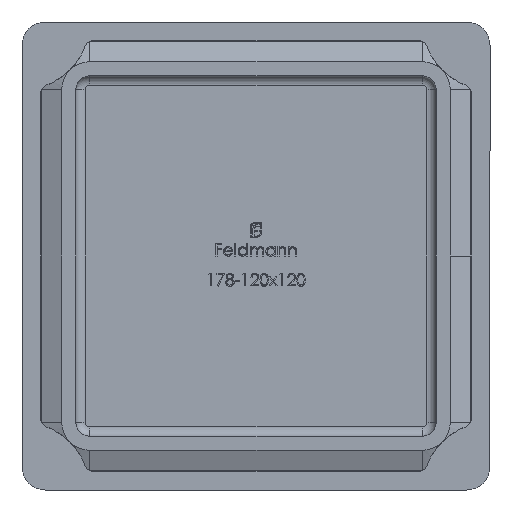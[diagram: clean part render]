
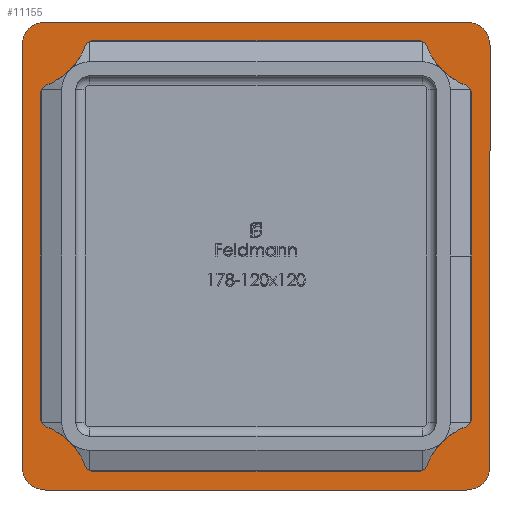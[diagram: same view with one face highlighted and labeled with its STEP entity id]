
A CAD part, front view. The second image highlights one B-rep face of the part: STEP entity #11155.
In plain terms, the highlighted planar face has unit normal (0, -1, 0).
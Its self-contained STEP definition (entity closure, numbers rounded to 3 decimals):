
#92 = DIRECTION ( 'NONE',  ( -1., 0., 0. ) ) ;
#214 = LINE ( 'NONE', #11460, #7575 ) ;
#403 = ORIENTED_EDGE ( 'NONE', *, *, #16182, .F. ) ;
#443 = CARTESIAN_POINT ( 'NONE',  ( -22.5, 0., 25. ) ) ;
#465 = CARTESIAN_POINT ( 'NONE',  ( -22.5, 0., -22.5 ) ) ;
#481 = ORIENTED_EDGE ( 'NONE', *, *, #17086, .F. ) ;
#505 = ORIENTED_EDGE ( 'NONE', *, *, #15675, .F. ) ;
#584 = DIRECTION ( 'NONE',  ( 0., -1., 0. ) ) ;
#650 = DIRECTION ( 'NONE',  ( 0., 0., 1. ) ) ;
#692 = CIRCLE ( 'NONE', #15651, 2.5 ) ;
#760 = DIRECTION ( 'NONE',  ( 0., 0., -1. ) ) ;
#805 = CARTESIAN_POINT ( 'NONE',  ( -17.75, 0., 20.75 ) ) ;
#1533 = CARTESIAN_POINT ( 'NONE',  ( 17.75, 0., 20.75 ) ) ;
#1710 = DIRECTION ( 'NONE',  ( 0., 0., -1. ) ) ;
#1728 = EDGE_CURVE ( 'NONE', #17262, #4987, #12583, .T. ) ;
#1735 = VERTEX_POINT ( 'NONE', #10091 ) ;
#1773 = VERTEX_POINT ( 'NONE', #5106 ) ;
#1992 = AXIS2_PLACEMENT_3D ( 'NONE', #19650, #11802, #760 ) ;
#2045 = ORIENTED_EDGE ( 'NONE', *, *, #20031, .T. ) ;
#2091 = ORIENTED_EDGE ( 'NONE', *, *, #10751, .F. ) ;
#2434 = ORIENTED_EDGE ( 'NONE', *, *, #10002, .F. ) ;
#2499 = ORIENTED_EDGE ( 'NONE', *, *, #18427, .T. ) ;
#2782 = VERTEX_POINT ( 'NONE', #18988 ) ;
#2932 = EDGE_LOOP ( 'NONE', ( #481, #9892, #18325, #2434, #505, #10800, #20331, #7113 ) ) ;
#2978 = VECTOR ( 'NONE', #12464, 1000. ) ;
#3033 = EDGE_CURVE ( 'NONE', #12836, #17262, #3636, .T. ) ;
#3121 = VECTOR ( 'NONE', #11572, 1000. ) ;
#3180 = VERTEX_POINT ( 'NONE', #19200 ) ;
#3263 = CARTESIAN_POINT ( 'NONE',  ( 22.5, 0., 22.5 ) ) ;
#3636 = CIRCLE ( 'NONE', #9080, 3. ) ;
#3648 = VERTEX_POINT ( 'NONE', #16286 ) ;
#3719 = CARTESIAN_POINT ( 'NONE',  ( -20.75, 0., 17.75 ) ) ;
#3756 = CARTESIAN_POINT ( 'NONE',  ( 20.75, 0., 17.75 ) ) ;
#3929 = VECTOR ( 'NONE', #92, 1000. ) ;
#4188 = VERTEX_POINT ( 'NONE', #12529 ) ;
#4267 = DIRECTION ( 'NONE',  ( 0., 1., 0. ) ) ;
#4342 = EDGE_CURVE ( 'NONE', #3648, #4188, #8333, .T. ) ;
#4645 = CIRCLE ( 'NONE', #19652, 2.5 ) ;
#4864 = EDGE_CURVE ( 'NONE', #20437, #12340, #214, .T. ) ;
#4987 = VERTEX_POINT ( 'NONE', #5618 ) ;
#5106 = CARTESIAN_POINT ( 'NONE',  ( -25., 0., 22.5 ) ) ;
#5172 = CARTESIAN_POINT ( 'NONE',  ( 22.5, 0., -22.5 ) ) ;
#5514 = LINE ( 'NONE', #12931, #14896 ) ;
#5606 = CARTESIAN_POINT ( 'NONE',  ( -17.75, 0., -20.75 ) ) ;
#5618 = CARTESIAN_POINT ( 'NONE',  ( -20.75, 0., -17.75 ) ) ;
#6176 = LINE ( 'NONE', #6228, #2978 ) ;
#6192 = VECTOR ( 'NONE', #11857, 1000. ) ;
#6228 = CARTESIAN_POINT ( 'NONE',  ( -17.75, 0., 20.75 ) ) ;
#6336 = AXIS2_PLACEMENT_3D ( 'NONE', #12442, #15385, #16972 ) ;
#6432 = DIRECTION ( 'NONE',  ( 0., 0., 1. ) ) ;
#6491 = FACE_OUTER_BOUND ( 'NONE', #13929, .T. ) ;
#6601 = DIRECTION ( 'NONE',  ( 0., 0., 1. ) ) ;
#6785 = DIRECTION ( 'NONE',  ( 1., 0., 0. ) ) ;
#6891 = CARTESIAN_POINT ( 'NONE',  ( -17.75, 0., 17.75 ) ) ;
#7113 = ORIENTED_EDGE ( 'NONE', *, *, #3033, .F. ) ;
#7261 = CARTESIAN_POINT ( 'NONE',  ( 25., 0., 22.5 ) ) ;
#7474 = CARTESIAN_POINT ( 'NONE',  ( -22.5, 0., 22.5 ) ) ;
#7509 = EDGE_CURVE ( 'NONE', #3180, #14614, #20409, .T. ) ;
#7523 = ORIENTED_EDGE ( 'NONE', *, *, #4342, .T. ) ;
#7534 = DIRECTION ( 'NONE',  ( 0., 0., 1. ) ) ;
#7575 = VECTOR ( 'NONE', #6785, 1000. ) ;
#8127 = LINE ( 'NONE', #9507, #3929 ) ;
#8333 = CIRCLE ( 'NONE', #11492, 2.5 ) ;
#8431 = CARTESIAN_POINT ( 'NONE',  ( -20.75, 0., 17.75 ) ) ;
#8500 = DIRECTION ( 'NONE',  ( 0., -1., 0. ) ) ;
#8517 = DIRECTION ( 'NONE',  ( 0., 0., 1. ) ) ;
#9080 = AXIS2_PLACEMENT_3D ( 'NONE', #6891, #8500, #650 ) ;
#9149 = CIRCLE ( 'NONE', #10767, 3. ) ;
#9241 = PLANE ( 'NONE',  #20253 ) ;
#9256 = CIRCLE ( 'NONE', #6336, 3. ) ;
#9507 = CARTESIAN_POINT ( 'NONE',  ( -25., 0., -25. ) ) ;
#9697 = EDGE_CURVE ( 'NONE', #4987, #2782, #9256, .T. ) ;
#9801 = DIRECTION ( 'NONE',  ( 0., 0., 1. ) ) ;
#9892 = ORIENTED_EDGE ( 'NONE', *, *, #15780, .F. ) ;
#10002 = EDGE_CURVE ( 'NONE', #14075, #3180, #11990, .T. ) ;
#10091 = CARTESIAN_POINT ( 'NONE',  ( -22.5, 0., -25. ) ) ;
#10410 = LINE ( 'NONE', #5606, #6192 ) ;
#10751 = EDGE_CURVE ( 'NONE', #15125, #1773, #5514, .T. ) ;
#10767 = AXIS2_PLACEMENT_3D ( 'NONE', #16204, #12859, #6601 ) ;
#10800 = ORIENTED_EDGE ( 'NONE', *, *, #9697, .F. ) ;
#11155 = ADVANCED_FACE ( 'NONE', ( #15391, #6491 ), #9241, .F. ) ;
#11460 = CARTESIAN_POINT ( 'NONE',  ( -25., 0., 25. ) ) ;
#11492 = AXIS2_PLACEMENT_3D ( 'NONE', #5172, #584, #9801 ) ;
#11507 = DIRECTION ( 'NONE',  ( 0., -1., 0. ) ) ;
#11572 = DIRECTION ( 'NONE',  ( 0., 0., 1. ) ) ;
#11632 = DIRECTION ( 'NONE',  ( 0., 0., -1. ) ) ;
#11748 = CARTESIAN_POINT ( 'NONE',  ( 17.75, 0., -20.75 ) ) ;
#11802 = DIRECTION ( 'NONE',  ( 0., -1., 0. ) ) ;
#11857 = DIRECTION ( 'NONE',  ( 1., 0., 0. ) ) ;
#11990 = CIRCLE ( 'NONE', #1992, 3. ) ;
#12021 = ORIENTED_EDGE ( 'NONE', *, *, #14235, .F. ) ;
#12340 = VERTEX_POINT ( 'NONE', #19221 ) ;
#12442 = CARTESIAN_POINT ( 'NONE',  ( -17.75, 0., -17.75 ) ) ;
#12464 = DIRECTION ( 'NONE',  ( -1., 0., 0. ) ) ;
#12529 = CARTESIAN_POINT ( 'NONE',  ( 25., 0., -22.5 ) ) ;
#12561 = VERTEX_POINT ( 'NONE', #7261 ) ;
#12583 = LINE ( 'NONE', #8431, #15037 ) ;
#12836 = VERTEX_POINT ( 'NONE', #805 ) ;
#12859 = DIRECTION ( 'NONE',  ( 0., -1., 0. ) ) ;
#12931 = CARTESIAN_POINT ( 'NONE',  ( -25., 0., -25. ) ) ;
#13611 = ORIENTED_EDGE ( 'NONE', *, *, #4864, .F. ) ;
#13670 = VERTEX_POINT ( 'NONE', #1533 ) ;
#13720 = CARTESIAN_POINT ( 'NONE',  ( 0., 0., 0. ) ) ;
#13929 = EDGE_LOOP ( 'NONE', ( #12021, #7523, #403, #2499, #13611, #14174, #2091, #2045 ) ) ;
#14066 = CIRCLE ( 'NONE', #17530, 2.5 ) ;
#14075 = VERTEX_POINT ( 'NONE', #11748 ) ;
#14174 = ORIENTED_EDGE ( 'NONE', *, *, #18239, .T. ) ;
#14235 = EDGE_CURVE ( 'NONE', #3648, #1735, #8127, .T. ) ;
#14614 = VERTEX_POINT ( 'NONE', #17078 ) ;
#14896 = VECTOR ( 'NONE', #15934, 1000. ) ;
#15037 = VECTOR ( 'NONE', #11632, 1000. ) ;
#15125 = VERTEX_POINT ( 'NONE', #16135 ) ;
#15303 = DIRECTION ( 'NONE',  ( 0., 0., 1. ) ) ;
#15385 = DIRECTION ( 'NONE',  ( 0., -1., 0. ) ) ;
#15391 = FACE_BOUND ( 'NONE', #2932, .T. ) ;
#15651 = AXIS2_PLACEMENT_3D ( 'NONE', #465, #11507, #8517 ) ;
#15675 = EDGE_CURVE ( 'NONE', #2782, #14075, #10410, .T. ) ;
#15780 = EDGE_CURVE ( 'NONE', #14614, #13670, #9149, .T. ) ;
#15895 = DIRECTION ( 'NONE',  ( 0., -1., 0. ) ) ;
#15934 = DIRECTION ( 'NONE',  ( 0., 0., 1. ) ) ;
#16135 = CARTESIAN_POINT ( 'NONE',  ( -25., 0., -22.5 ) ) ;
#16182 = EDGE_CURVE ( 'NONE', #12561, #4188, #16316, .T. ) ;
#16204 = CARTESIAN_POINT ( 'NONE',  ( 17.75, 0., 17.75 ) ) ;
#16286 = CARTESIAN_POINT ( 'NONE',  ( 22.5, 0., -25. ) ) ;
#16316 = LINE ( 'NONE', #20412, #17522 ) ;
#16972 = DIRECTION ( 'NONE',  ( 0., 0., 1. ) ) ;
#17078 = CARTESIAN_POINT ( 'NONE',  ( 20.75, 0., 17.75 ) ) ;
#17086 = EDGE_CURVE ( 'NONE', #13670, #12836, #6176, .T. ) ;
#17088 = DIRECTION ( 'NONE',  ( 0., -1., 0. ) ) ;
#17262 = VERTEX_POINT ( 'NONE', #3719 ) ;
#17522 = VECTOR ( 'NONE', #1710, 1000. ) ;
#17530 = AXIS2_PLACEMENT_3D ( 'NONE', #7474, #17088, #7534 ) ;
#18239 = EDGE_CURVE ( 'NONE', #20437, #1773, #14066, .T. ) ;
#18325 = ORIENTED_EDGE ( 'NONE', *, *, #7509, .F. ) ;
#18427 = EDGE_CURVE ( 'NONE', #12561, #12340, #4645, .T. ) ;
#18988 = CARTESIAN_POINT ( 'NONE',  ( -17.75, 0., -20.75 ) ) ;
#19200 = CARTESIAN_POINT ( 'NONE',  ( 20.75, 0., -17.75 ) ) ;
#19221 = CARTESIAN_POINT ( 'NONE',  ( 22.5, 0., 25. ) ) ;
#19650 = CARTESIAN_POINT ( 'NONE',  ( 17.75, 0., -17.75 ) ) ;
#19652 = AXIS2_PLACEMENT_3D ( 'NONE', #3263, #15895, #6432 ) ;
#20031 = EDGE_CURVE ( 'NONE', #15125, #1735, #692, .T. ) ;
#20253 = AXIS2_PLACEMENT_3D ( 'NONE', #13720, #4267, #15303 ) ;
#20331 = ORIENTED_EDGE ( 'NONE', *, *, #1728, .F. ) ;
#20409 = LINE ( 'NONE', #3756, #3121 ) ;
#20412 = CARTESIAN_POINT ( 'NONE',  ( 25., 0., -25. ) ) ;
#20437 = VERTEX_POINT ( 'NONE', #443 ) ;
